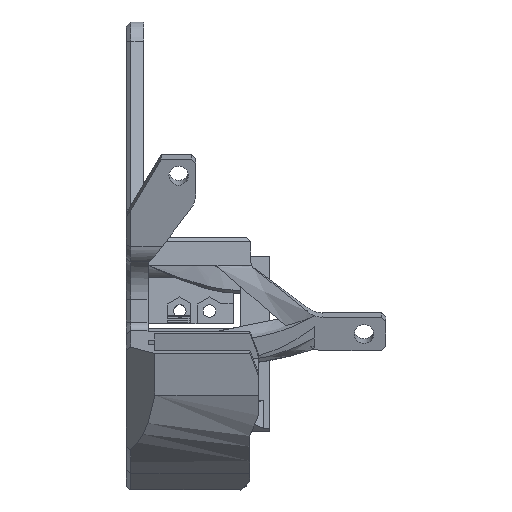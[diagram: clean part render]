
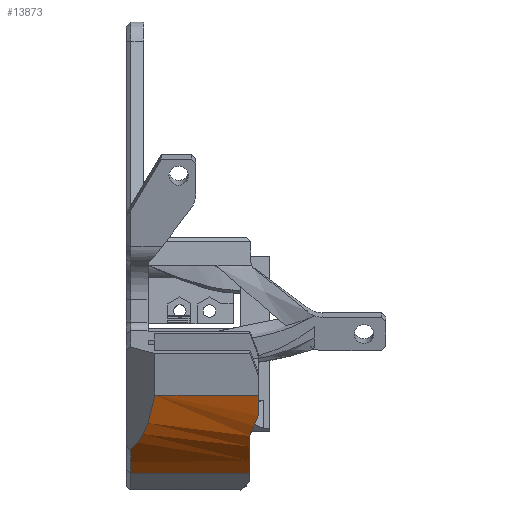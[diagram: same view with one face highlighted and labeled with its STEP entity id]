
A CAD part, front view. The second image highlights one B-rep face of the part: STEP entity #13873.
In plain terms, the highlighted free-form (B-spline) face has degree [3, 1] with [7, 2] control points.
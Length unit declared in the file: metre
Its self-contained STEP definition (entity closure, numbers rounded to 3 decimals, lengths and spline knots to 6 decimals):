
#130=B_SPLINE_SURFACE_WITH_KNOTS('',3,1,((#22161,#22162),(#22163,#22164),
(#22165,#22166),(#22167,#22168),(#22169,#22170),(#22171,#22172),(#22173,
#22174)),.SURF_OF_LINEAR_EXTRUSION.,.F.,.F.,.F.,(4,1,1,1,4),(2,2),(0.,0.25,
0.5,0.75,1.),(0.,1.),.UNSPECIFIED.);
#432=B_SPLINE_CURVE_WITH_KNOTS('',3,(#22178,#22179,#22180,#22181,#22182,
#22183,#22184),.UNSPECIFIED.,.F.,.F.,(4,1,1,1,4),(0.,0.004247,
0.008494,0.012741,0.016988),.UNSPECIFIED.);
#433=B_SPLINE_CURVE_WITH_KNOTS('',3,(#22186,#22187,#22188,#22189),
 .UNSPECIFIED.,.F.,.F.,(4,4),(0.,1.),.UNSPECIFIED.);
#434=B_SPLINE_CURVE_WITH_KNOTS('',3,(#22191,#22192,#22193,#22194),
 .UNSPECIFIED.,.F.,.F.,(4,4),(0.,1.),.UNSPECIFIED.);
#435=B_SPLINE_CURVE_WITH_KNOTS('',3,(#22198,#22199,#22200,#22201,#22202),
 .UNSPECIFIED.,.F.,.F.,(4,1,4),(0.,0.479396,1.),.UNSPECIFIED.);
#436=B_SPLINE_CURVE_WITH_KNOTS('',3,(#22204,#22205,#22206,#22207),
 .UNSPECIFIED.,.F.,.F.,(4,4),(0.,0.006161),.UNSPECIFIED.);
#437=B_SPLINE_CURVE_WITH_KNOTS('',3,(#22209,#22210,#22211,#22212,#22213),
 .UNSPECIFIED.,.F.,.F.,(4,1,4),(0.,0.479396,1.),.UNSPECIFIED.);
#1997=ORIENTED_EDGE('',*,*,#5716,.T.);
#1998=ORIENTED_EDGE('',*,*,#5717,.T.);
#1999=ORIENTED_EDGE('',*,*,#5718,.T.);
#2000=ORIENTED_EDGE('',*,*,#5719,.T.);
#2001=ORIENTED_EDGE('',*,*,#5720,.T.);
#2002=ORIENTED_EDGE('',*,*,#5721,.F.);
#2003=ORIENTED_EDGE('',*,*,#5722,.T.);
#2004=ORIENTED_EDGE('',*,*,#5723,.F.);
#5716=EDGE_CURVE('',#7612,#7613,#8821,.T.);
#5717=EDGE_CURVE('',#7613,#7614,#432,.T.);
#5718=EDGE_CURVE('',#7614,#7615,#433,.T.);
#5719=EDGE_CURVE('',#7615,#7616,#434,.T.);
#5720=EDGE_CURVE('',#7616,#7617,#8822,.T.);
#5721=EDGE_CURVE('',#7618,#7617,#435,.T.);
#5722=EDGE_CURVE('',#7618,#7619,#436,.T.);
#5723=EDGE_CURVE('',#7612,#7619,#437,.T.);
#7612=VERTEX_POINT('',#22176);
#7613=VERTEX_POINT('',#22177);
#7614=VERTEX_POINT('',#22185);
#7615=VERTEX_POINT('',#22190);
#7616=VERTEX_POINT('',#22195);
#7617=VERTEX_POINT('',#22197);
#7618=VERTEX_POINT('',#22203);
#7619=VERTEX_POINT('',#22208);
#8821=LINE('',#22175,#10337);
#8822=LINE('',#22196,#10338);
#10337=VECTOR('',#16771,1.);
#10338=VECTOR('',#16772,1.);
#11588=EDGE_LOOP('',(#1997,#1998,#1999,#2000,#2001,#2002,#2003,#2004));
#12482=FACE_BOUND('',#11588,.T.);
#13873=ADVANCED_FACE('',(#12482),#130,.T.);
#16771=DIRECTION('',(0.,1.,0.));
#16772=DIRECTION('',(0.,-1.,0.));
#22161=CARTESIAN_POINT('',(-0.045804,-0.0002,-0.03655));
#22162=CARTESIAN_POINT('',(-0.045804,-0.0298,-0.03655));
#22163=CARTESIAN_POINT('',(-0.044881,-0.0002,-0.038437));
#22164=CARTESIAN_POINT('',(-0.044881,-0.0298,-0.038437));
#22165=CARTESIAN_POINT('',(-0.043071,-0.0002,-0.042251));
#22166=CARTESIAN_POINT('',(-0.043071,-0.0298,-0.042251));
#22167=CARTESIAN_POINT('',(-0.039347,-0.0002,-0.0474));
#22168=CARTESIAN_POINT('',(-0.039347,-0.0298,-0.0474));
#22169=CARTESIAN_POINT('',(-0.033683,-0.0002,-0.051385));
#22170=CARTESIAN_POINT('',(-0.033683,-0.0298,-0.051385));
#22171=CARTESIAN_POINT('',(-0.029508,-0.0002,-0.053634));
#22172=CARTESIAN_POINT('',(-0.029508,-0.0298,-0.053634));
#22173=CARTESIAN_POINT('',(-0.027521,-0.0002,-0.054737));
#22174=CARTESIAN_POINT('',(-0.027521,-0.0298,-0.054737));
#22175=CARTESIAN_POINT('',(-0.045804,-0.0168,-0.03655));
#22176=CARTESIAN_POINT('',(-0.045804,-0.0298,-0.03655));
#22177=CARTESIAN_POINT('',(-0.045804,-0.0058,-0.03655));
#22178=CARTESIAN_POINT('',(-0.045804,-0.0058,-0.03655));
#22179=CARTESIAN_POINT('',(-0.045193,-0.005533,-0.0378));
#22180=CARTESIAN_POINT('',(-0.043989,-0.005019,-0.040306));
#22181=CARTESIAN_POINT('',(-0.041918,-0.00395,-0.043905));
#22182=CARTESIAN_POINT('',(-0.039472,-0.002372,-0.046938));
#22183=CARTESIAN_POINT('',(-0.037573,-0.000947,-0.048522));
#22184=CARTESIAN_POINT('',(-0.036606,-0.0002,-0.049245));
#22185=CARTESIAN_POINT('',(-0.036605,-0.0002,-0.049245));
#22186=CARTESIAN_POINT('',(-0.036605,-0.0002,-0.049245));
#22187=CARTESIAN_POINT('',(-0.033847,-0.0002,-0.051307));
#22188=CARTESIAN_POINT('',(-0.0306,-0.0002,-0.053029));
#22189=CARTESIAN_POINT('',(-0.027585,-0.0002,-0.054702));
#22190=CARTESIAN_POINT('',(-0.027585,-0.000201,-0.054702));
#22191=CARTESIAN_POINT('',(-0.027585,-0.000201,-0.054702));
#22192=CARTESIAN_POINT('',(-0.027563,-0.000201,-0.054713));
#22193=CARTESIAN_POINT('',(-0.027542,-0.0002,-0.054725));
#22194=CARTESIAN_POINT('',(-0.027521,-0.0002,-0.054737));
#22195=CARTESIAN_POINT('',(-0.027521,-0.0002,-0.054737));
#22196=CARTESIAN_POINT('',(-0.027521,0.000802,-0.054737));
#22197=CARTESIAN_POINT('',(-0.027521,-0.0278,-0.054737));
#22198=CARTESIAN_POINT('',(-0.045804,-0.0278,-0.03655));
#22199=CARTESIAN_POINT('',(-0.044034,-0.0278,-0.040169));
#22200=CARTESIAN_POINT('',(-0.040461,-0.0278,-0.047857));
#22201=CARTESIAN_POINT('',(-0.031659,-0.0278,-0.052441));
#22202=CARTESIAN_POINT('',(-0.027521,-0.0278,-0.054737));
#22203=CARTESIAN_POINT('',(-0.040129,-0.0278,-0.046048));
#22204=CARTESIAN_POINT('',(-0.040129,-0.0278,-0.046048));
#22205=CARTESIAN_POINT('',(-0.041428,-0.028441,-0.044573));
#22206=CARTESIAN_POINT('',(-0.042482,-0.029113,-0.042943));
#22207=CARTESIAN_POINT('',(-0.043425,-0.0298,-0.041242));
#22208=CARTESIAN_POINT('',(-0.043425,-0.0298,-0.041242));
#22209=CARTESIAN_POINT('',(-0.045804,-0.0298,-0.03655));
#22210=CARTESIAN_POINT('',(-0.044034,-0.0298,-0.040169));
#22211=CARTESIAN_POINT('',(-0.040461,-0.0298,-0.047857));
#22212=CARTESIAN_POINT('',(-0.031659,-0.0298,-0.052441));
#22213=CARTESIAN_POINT('',(-0.027521,-0.0298,-0.054737));
